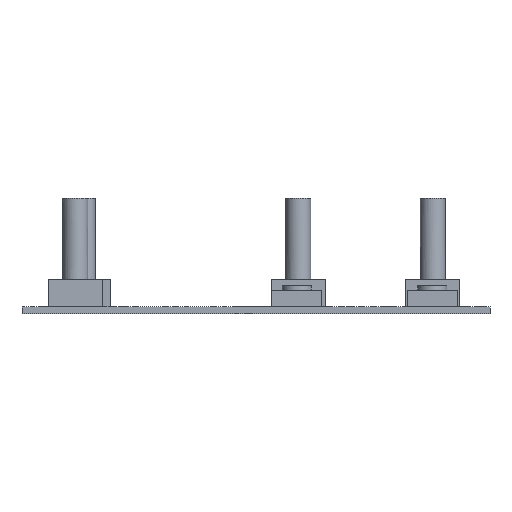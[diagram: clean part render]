
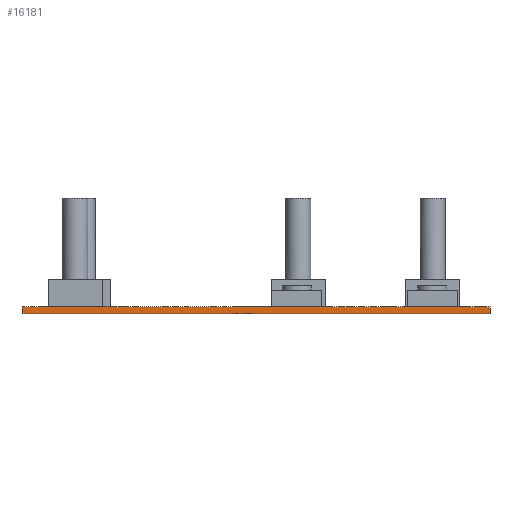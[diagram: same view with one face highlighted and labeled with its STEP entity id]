
A CAD part, front view. The second image highlights one B-rep face of the part: STEP entity #16181.
In plain terms, the highlighted planar face has unit normal (0, -1, 0).
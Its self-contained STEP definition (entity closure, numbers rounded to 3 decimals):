
#1092 = VERTEX_POINT('',#1093);
#1093 = CARTESIAN_POINT('',(123.41,-159.79,0.));
#1102 = PLANE('',#1103);
#1103 = AXIS2_PLACEMENT_3D('',#1104,#1105,#1106);
#1104 = CARTESIAN_POINT('',(123.41,-159.79,0.));
#1105 = DIRECTION('',(-1.,0.,0.));
#1106 = DIRECTION('',(0.,1.,0.));
#1114 = PLANE('',#1115);
#1115 = AXIS2_PLACEMENT_3D('',#1116,#1117,#1118);
#1116 = CARTESIAN_POINT('',(179.565,-101.285,0.));
#1117 = DIRECTION('',(-0.,-0.,-1.));
#1118 = DIRECTION('',(-1.,0.,0.));
#1126 = EDGE_CURVE('',#1092,#1127,#1129,.T.);
#1127 = VERTEX_POINT('',#1128);
#1128 = CARTESIAN_POINT('',(123.41,-159.79,1.6));
#1129 = SURFACE_CURVE('',#1130,(#1134,#1141),.PCURVE_S1.);
#1130 = LINE('',#1131,#1132);
#1131 = CARTESIAN_POINT('',(123.41,-159.79,0.));
#1132 = VECTOR('',#1133,1.);
#1133 = DIRECTION('',(0.,0.,1.));
#1134 = PCURVE('',#1102,#1135);
#1135 = DEFINITIONAL_REPRESENTATION('',(#1136),#1140);
#1136 = LINE('',#1137,#1138);
#1137 = CARTESIAN_POINT('',(0.,0.));
#1138 = VECTOR('',#1139,1.);
#1139 = DIRECTION('',(0.,-1.));
#1140 = ( GEOMETRIC_REPRESENTATION_CONTEXT(2) 
PARAMETRIC_REPRESENTATION_CONTEXT() REPRESENTATION_CONTEXT('2D SPACE',''
  ) );
#1141 = PCURVE('',#1142,#1147);
#1142 = PLANE('',#1143);
#1143 = AXIS2_PLACEMENT_3D('',#1144,#1145,#1146);
#1144 = CARTESIAN_POINT('',(235.72,-159.79,0.));
#1145 = DIRECTION('',(0.,-1.,0.));
#1146 = DIRECTION('',(-1.,0.,0.));
#1147 = DEFINITIONAL_REPRESENTATION('',(#1148),#1152);
#1148 = LINE('',#1149,#1150);
#1149 = CARTESIAN_POINT('',(112.31,0.));
#1150 = VECTOR('',#1151,1.);
#1151 = DIRECTION('',(0.,-1.));
#1152 = ( GEOMETRIC_REPRESENTATION_CONTEXT(2) 
PARAMETRIC_REPRESENTATION_CONTEXT() REPRESENTATION_CONTEXT('2D SPACE',''
  ) );
#1170 = PLANE('',#1171);
#1171 = AXIS2_PLACEMENT_3D('',#1172,#1173,#1174);
#1172 = CARTESIAN_POINT('',(179.565,-101.285,1.6));
#1173 = DIRECTION('',(-0.,-0.,-1.));
#1174 = DIRECTION('',(-1.,0.,0.));
#1209 = EDGE_CURVE('',#1210,#1092,#1212,.T.);
#1210 = VERTEX_POINT('',#1211);
#1211 = CARTESIAN_POINT('',(235.72,-159.79,0.));
#1212 = SURFACE_CURVE('',#1213,(#1217,#1224),.PCURVE_S1.);
#1213 = LINE('',#1214,#1215);
#1214 = CARTESIAN_POINT('',(235.72,-159.79,0.));
#1215 = VECTOR('',#1216,1.);
#1216 = DIRECTION('',(-1.,0.,0.));
#1217 = PCURVE('',#1114,#1218);
#1218 = DEFINITIONAL_REPRESENTATION('',(#1219),#1223);
#1219 = LINE('',#1220,#1221);
#1220 = CARTESIAN_POINT('',(-56.155,-58.505));
#1221 = VECTOR('',#1222,1.);
#1222 = DIRECTION('',(1.,0.));
#1223 = ( GEOMETRIC_REPRESENTATION_CONTEXT(2) 
PARAMETRIC_REPRESENTATION_CONTEXT() REPRESENTATION_CONTEXT('2D SPACE',''
  ) );
#1224 = PCURVE('',#1142,#1225);
#1225 = DEFINITIONAL_REPRESENTATION('',(#1226),#1230);
#1226 = LINE('',#1227,#1228);
#1227 = CARTESIAN_POINT('',(0.,-0.));
#1228 = VECTOR('',#1229,1.);
#1229 = DIRECTION('',(1.,0.));
#1230 = ( GEOMETRIC_REPRESENTATION_CONTEXT(2) 
PARAMETRIC_REPRESENTATION_CONTEXT() REPRESENTATION_CONTEXT('2D SPACE',''
  ) );
#1364 = PLANE('',#1365);
#1365 = AXIS2_PLACEMENT_3D('',#1366,#1367,#1368);
#1366 = CARTESIAN_POINT('',(235.72,-42.78,0.));
#1367 = DIRECTION('',(1.,0.,-0.));
#1368 = DIRECTION('',(0.,-1.,0.));
#9320 = EDGE_CURVE('',#9321,#1127,#9323,.T.);
#9321 = VERTEX_POINT('',#9322);
#9322 = CARTESIAN_POINT('',(235.72,-159.79,1.6));
#9323 = SURFACE_CURVE('',#9324,(#9328,#9335),.PCURVE_S1.);
#9324 = LINE('',#9325,#9326);
#9325 = CARTESIAN_POINT('',(235.72,-159.79,1.6));
#9326 = VECTOR('',#9327,1.);
#9327 = DIRECTION('',(-1.,0.,0.));
#9328 = PCURVE('',#1170,#9329);
#9329 = DEFINITIONAL_REPRESENTATION('',(#9330),#9334);
#9330 = LINE('',#9331,#9332);
#9331 = CARTESIAN_POINT('',(-56.155,-58.505));
#9332 = VECTOR('',#9333,1.);
#9333 = DIRECTION('',(1.,0.));
#9334 = ( GEOMETRIC_REPRESENTATION_CONTEXT(2) 
PARAMETRIC_REPRESENTATION_CONTEXT() REPRESENTATION_CONTEXT('2D SPACE',''
  ) );
#9335 = PCURVE('',#1142,#9336);
#9336 = DEFINITIONAL_REPRESENTATION('',(#9337),#9341);
#9337 = LINE('',#9338,#9339);
#9338 = CARTESIAN_POINT('',(0.,-1.6));
#9339 = VECTOR('',#9340,1.);
#9340 = DIRECTION('',(1.,0.));
#9341 = ( GEOMETRIC_REPRESENTATION_CONTEXT(2) 
PARAMETRIC_REPRESENTATION_CONTEXT() REPRESENTATION_CONTEXT('2D SPACE',''
  ) );
#16181 = ADVANCED_FACE('',(#16182),#1142,.T.);
#16182 = FACE_BOUND('',#16183,.T.);
#16183 = EDGE_LOOP('',(#16184,#16205,#16206,#16207));
#16184 = ORIENTED_EDGE('',*,*,#16185,.T.);
#16185 = EDGE_CURVE('',#1210,#9321,#16186,.T.);
#16186 = SURFACE_CURVE('',#16187,(#16191,#16198),.PCURVE_S1.);
#16187 = LINE('',#16188,#16189);
#16188 = CARTESIAN_POINT('',(235.72,-159.79,0.));
#16189 = VECTOR('',#16190,1.);
#16190 = DIRECTION('',(0.,0.,1.));
#16191 = PCURVE('',#1142,#16192);
#16192 = DEFINITIONAL_REPRESENTATION('',(#16193),#16197);
#16193 = LINE('',#16194,#16195);
#16194 = CARTESIAN_POINT('',(0.,-0.));
#16195 = VECTOR('',#16196,1.);
#16196 = DIRECTION('',(0.,-1.));
#16197 = ( GEOMETRIC_REPRESENTATION_CONTEXT(2) 
PARAMETRIC_REPRESENTATION_CONTEXT() REPRESENTATION_CONTEXT('2D SPACE',''
  ) );
#16198 = PCURVE('',#1364,#16199);
#16199 = DEFINITIONAL_REPRESENTATION('',(#16200),#16204);
#16200 = LINE('',#16201,#16202);
#16201 = CARTESIAN_POINT('',(117.01,0.));
#16202 = VECTOR('',#16203,1.);
#16203 = DIRECTION('',(0.,-1.));
#16204 = ( GEOMETRIC_REPRESENTATION_CONTEXT(2) 
PARAMETRIC_REPRESENTATION_CONTEXT() REPRESENTATION_CONTEXT('2D SPACE',''
  ) );
#16205 = ORIENTED_EDGE('',*,*,#9320,.T.);
#16206 = ORIENTED_EDGE('',*,*,#1126,.F.);
#16207 = ORIENTED_EDGE('',*,*,#1209,.F.);
